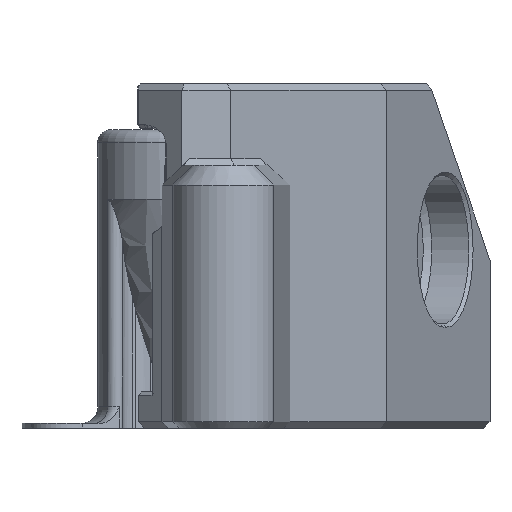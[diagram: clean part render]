
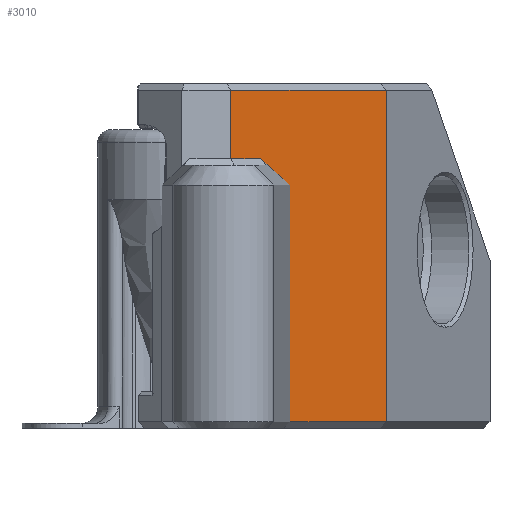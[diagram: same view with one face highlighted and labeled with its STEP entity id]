
A CAD part, front view. The second image highlights one B-rep face of the part: STEP entity #3010.
In plain terms, the highlighted planar face has unit normal (0.782, -0.623, 0).
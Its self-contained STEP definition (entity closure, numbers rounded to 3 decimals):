
#156=LINE('',#4558,#447);
#195=LINE('',#4671,#486);
#199=LINE('',#4681,#490);
#200=LINE('',#4683,#491);
#201=LINE('',#4685,#492);
#202=LINE('',#4687,#493);
#203=LINE('',#4688,#494);
#447=VECTOR('',#3614,10.);
#486=VECTOR('',#3691,1000.);
#490=VECTOR('',#3701,1000.);
#491=VECTOR('',#3702,1000.);
#492=VECTOR('',#3703,1000.);
#493=VECTOR('',#3704,10.);
#494=VECTOR('',#3705,10.);
#728=PLANE('',#3258);
#901=FACE_OUTER_BOUND('',#1082,.T.);
#1082=EDGE_LOOP('',(#2282,#2283,#2284,#2285,#2286,#2287,#2288));
#1367=VERTEX_POINT('',#4555);
#1368=VERTEX_POINT('',#4557);
#1405=VERTEX_POINT('',#4670);
#1408=VERTEX_POINT('',#4680);
#1409=VERTEX_POINT('',#4682);
#1410=VERTEX_POINT('',#4684);
#1411=VERTEX_POINT('',#4686);
#1673=EDGE_CURVE('',#1367,#1368,#156,.T.);
#1722=EDGE_CURVE('',#1405,#1368,#195,.T.);
#1727=EDGE_CURVE('',#1367,#1408,#199,.T.);
#1728=EDGE_CURVE('',#1408,#1409,#200,.T.);
#1729=EDGE_CURVE('',#1409,#1410,#201,.T.);
#1730=EDGE_CURVE('',#1411,#1410,#202,.T.);
#1731=EDGE_CURVE('',#1405,#1411,#203,.F.);
#2282=ORIENTED_EDGE('',*,*,#1673,.F.);
#2283=ORIENTED_EDGE('',*,*,#1727,.T.);
#2284=ORIENTED_EDGE('',*,*,#1728,.T.);
#2285=ORIENTED_EDGE('',*,*,#1729,.T.);
#2286=ORIENTED_EDGE('',*,*,#1730,.F.);
#2287=ORIENTED_EDGE('',*,*,#1731,.F.);
#2288=ORIENTED_EDGE('',*,*,#1722,.T.);
#3010=ADVANCED_FACE('',(#901),#728,.F.);
#3258=AXIS2_PLACEMENT_3D('',#4679,#3699,#3700);
#3614=DIRECTION('',(-0.623,-0.782,0.));
#3691=DIRECTION('',(0.,0.,-1.));
#3699=DIRECTION('center_axis',(-0.782,0.623,0.));
#3700=DIRECTION('ref_axis',(0.623,0.782,0.));
#3701=DIRECTION('',(0.,0.,1.));
#3702=DIRECTION('',(-0.623,-0.782,0.));
#3703=DIRECTION('',(0.,0.,-1.));
#3704=DIRECTION('',(-0.623,-0.782,0.));
#3705=DIRECTION('',(0.544,0.683,-0.487));
#4555=CARTESIAN_POINT('',(39.128,-0.261,0.4));
#4557=CARTESIAN_POINT('',(33.262,-7.626,0.4));
#4558=CARTESIAN_POINT('',(18.772,-25.818,0.4));
#4670=CARTESIAN_POINT('',(33.262,-7.626,14.75));
#4671=CARTESIAN_POINT('',(33.262,-7.626,0.2));
#4679=CARTESIAN_POINT('Origin',(29.67,-12.135,21.1));
#4680=CARTESIAN_POINT('',(39.128,-0.261,20.488));
#4681=CARTESIAN_POINT('',(39.128,-0.261,20.2));
#4682=CARTESIAN_POINT('',(29.67,-12.135,20.488));
#4683=CARTESIAN_POINT('',(29.67,-12.135,20.488));
#4684=CARTESIAN_POINT('',(29.67,-12.135,16.35));
#4685=CARTESIAN_POINT('',(29.67,-12.135,21.1));
#4686=CARTESIAN_POINT('',(31.475,-9.869,16.35));
#4687=CARTESIAN_POINT('',(28.048,-14.171,16.35));
#4688=CARTESIAN_POINT('',(29.866,-11.889,17.79));
